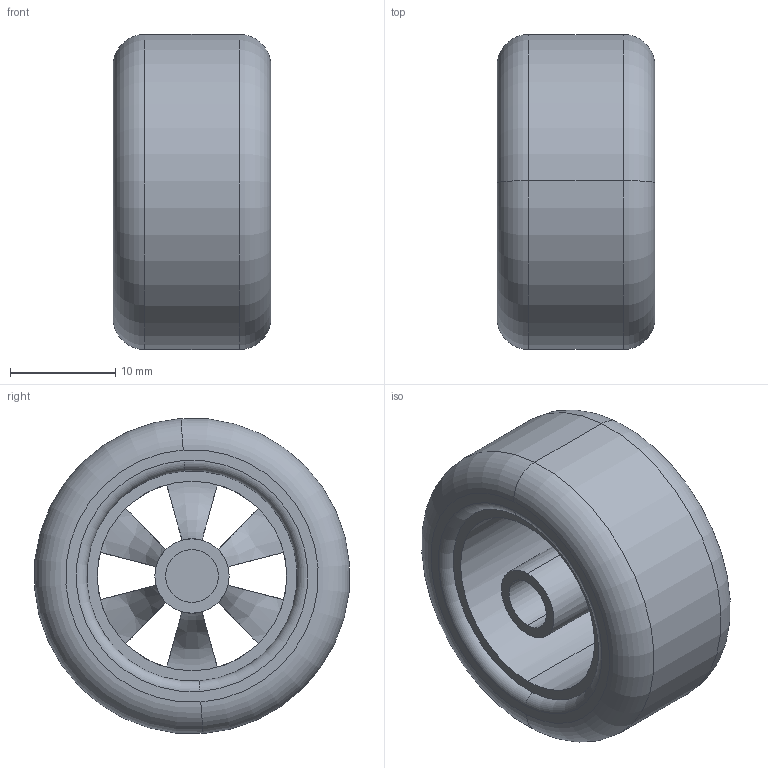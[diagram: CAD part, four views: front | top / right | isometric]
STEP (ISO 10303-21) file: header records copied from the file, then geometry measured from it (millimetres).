
FILE_DESCRIPTION (( 'STEP AP203' ), '1' );
FILE_NAME ('wheel complete part_Default_sldprt.STEP', '2020-05-10T12:34:18', ( '' ), ( '' ), 'SwSTEP 2.0', 'SolidWorks 2019', '' );
FILE_SCHEMA (( 'CONFIG_CONTROL_DESIGN' ));
Length unit declared in the file: millimetre
Products named in the file (2): wheel complete part_Default_sldprt
Bounding box: 15 x 29.93 x 29.93 mm (x, y, z)
Surface area: 3867 mm2 (no closed solid volume)
Topology: 0 solids, 2 shells, 46 faces, 140 edges, 88 vertices
Faces by surface type: plane 18, torus 10, cylinder 10, bspline 8
Entity records: 1992 total; most frequent: CARTESIAN_POINT 588, DIRECTION 276, ORIENTED_EDGE 254, EDGE_CURVE 140, AXIS2_PLACEMENT_3D 120, VERTEX_POINT 88, CIRCLE 80, EDGE_LOOP 55
